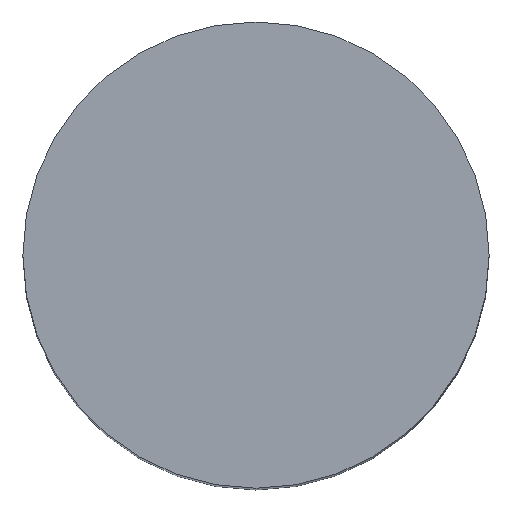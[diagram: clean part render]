
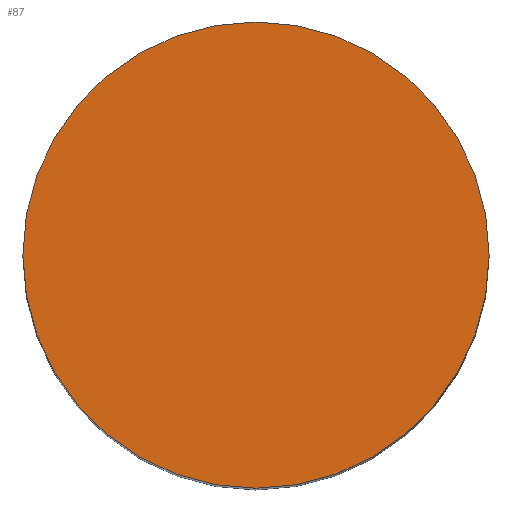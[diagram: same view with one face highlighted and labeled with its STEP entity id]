
A CAD part, top view. The second image highlights one B-rep face of the part: STEP entity #87.
In plain terms, the highlighted planar face has unit normal (0, 0, 1).
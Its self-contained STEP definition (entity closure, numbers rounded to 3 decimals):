
#34=CARTESIAN_POINT('',(-263.85,-50.,60.));
#35=VERTEX_POINT('',#34);
#42=CARTESIAN_POINT('',(-236.15,-50.,60.));
#43=VERTEX_POINT('',#42);
#44=CARTESIAN_POINT('',(-250.,-50.,60.));
#45=DIRECTION('',(0.,0.,1.));
#46=DIRECTION('',(1.,0.,-0.));
#47=AXIS2_PLACEMENT_3D('',#44,#45,#46);
#48=CIRCLE('',#47,13.85);
#49=EDGE_CURVE('',#43,#35,#48,.T.);
#51=CARTESIAN_POINT('',(-250.,-50.,60.));
#52=DIRECTION('',(0.,0.,1.));
#53=DIRECTION('',(1.,0.,-0.));
#54=AXIS2_PLACEMENT_3D('',#51,#52,#53);
#55=CIRCLE('',#54,13.85);
#56=EDGE_CURVE('',#35,#43,#55,.T.);
#78=CARTESIAN_POINT('',(0.,0.,60.));
#79=DIRECTION('',(0.,0.,1.));
#80=DIRECTION('',(1.,0.,0.));
#81=AXIS2_PLACEMENT_3D('',#78,#79,#80);
#82=PLANE('',#81);
#83=ORIENTED_EDGE('',*,*,#49,.T.);
#84=ORIENTED_EDGE('',*,*,#56,.T.);
#85=EDGE_LOOP('',(#83,#84));
#86=FACE_BOUND('',#85,.T.);
#87=ADVANCED_FACE('',(#86),#82,.T.);
